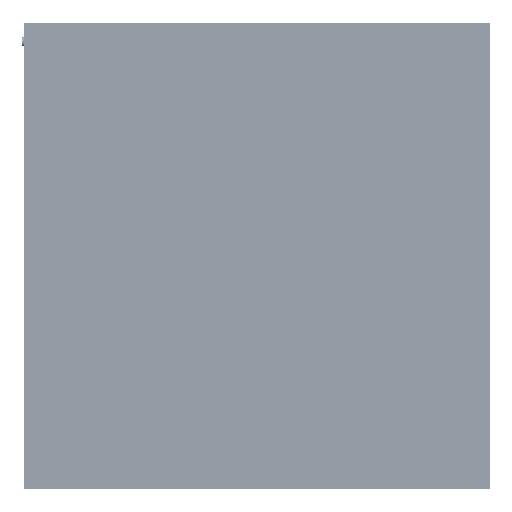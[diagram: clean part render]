
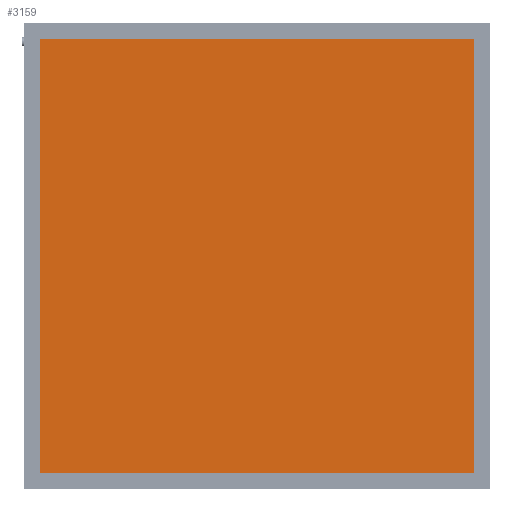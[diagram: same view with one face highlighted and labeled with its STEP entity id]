
A CAD part, front view. The second image highlights one B-rep face of the part: STEP entity #3159.
In plain terms, the highlighted planar face has unit normal (0, -1, 0).
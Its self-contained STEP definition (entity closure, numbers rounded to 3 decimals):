
#3080=DIRECTION('',(0.,0.,-1.));
#3081=VECTOR('',#3080,597.);
#3082=CARTESIAN_POINT('',(-298.5,0.,298.5));
#3083=LINE('',#3082,#3081);
#3088=DIRECTION('',(1.,0.,0.));
#3089=VECTOR('',#3088,597.);
#3090=CARTESIAN_POINT('',(-298.5,0.,-298.5));
#3091=LINE('',#3090,#3089);
#3096=DIRECTION('',(0.,0.,1.));
#3097=VECTOR('',#3096,597.);
#3098=CARTESIAN_POINT('',(298.5,0.,-298.5));
#3099=LINE('',#3098,#3097);
#3104=DIRECTION('',(-1.,0.,0.));
#3105=VECTOR('',#3104,597.);
#3106=CARTESIAN_POINT('',(298.5,0.,298.5));
#3107=LINE('',#3106,#3105);
#3128=CARTESIAN_POINT('',(-298.5,0.,298.5));
#3129=CARTESIAN_POINT('',(-298.5,0.,-298.5));
#3130=VERTEX_POINT('',#3128);
#3131=VERTEX_POINT('',#3129);
#3132=CARTESIAN_POINT('',(298.5,0.,298.5));
#3133=VERTEX_POINT('',#3132);
#3134=CARTESIAN_POINT('',(298.5,0.,-298.5));
#3135=VERTEX_POINT('',#3134);
#3144=CARTESIAN_POINT('',(0.,0.,0.));
#3145=DIRECTION('',(0.,1.,0.));
#3146=DIRECTION('',(1.,0.,0.));
#3147=AXIS2_PLACEMENT_3D('',#3144,#3145,#3146);
#3148=PLANE('',#3147);
#3150=ORIENTED_EDGE('',*,*,#3149,.F.);
#3152=ORIENTED_EDGE('',*,*,#3151,.F.);
#3154=ORIENTED_EDGE('',*,*,#3153,.F.);
#3156=ORIENTED_EDGE('',*,*,#3155,.F.);
#3157=EDGE_LOOP('',(#3150,#3152,#3154,#3156));
#3158=FACE_OUTER_BOUND('',#3157,.F.);
#3159=ADVANCED_FACE('',(#3158),#3148,.F.);
#3149=EDGE_CURVE('',#3130,#3131,#3083,.T.);
#3151=EDGE_CURVE('',#3133,#3130,#3107,.T.);
#3153=EDGE_CURVE('',#3135,#3133,#3099,.T.);
#3155=EDGE_CURVE('',#3131,#3135,#3091,.T.);
